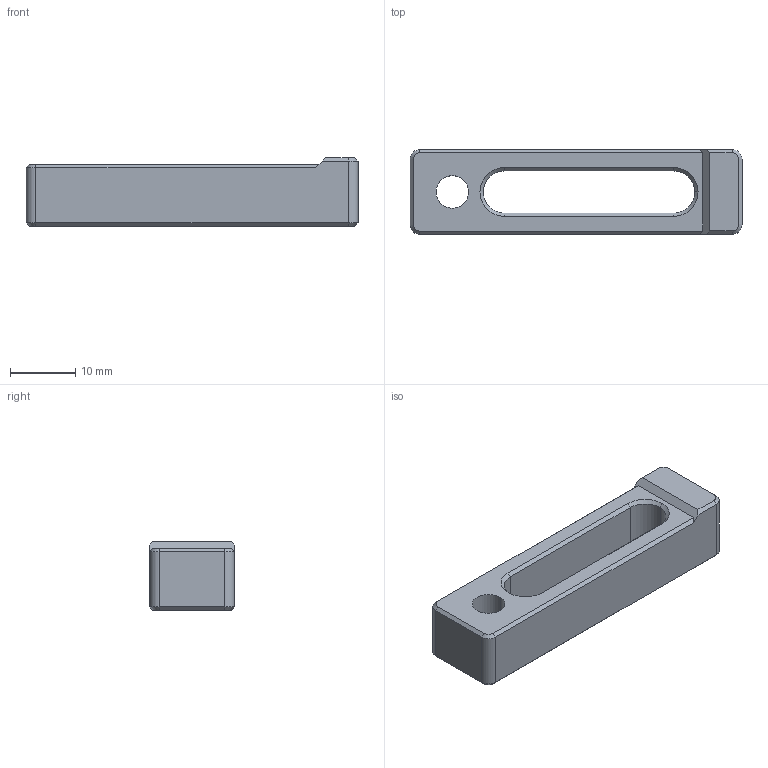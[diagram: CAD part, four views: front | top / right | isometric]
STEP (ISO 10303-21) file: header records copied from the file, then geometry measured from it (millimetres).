
FILE_DESCRIPTION (( 'STEP AP203' ), '1' );
FILE_NAME ('GCM-532103M.STEP', '2019-06-27T01:32:41', ( '' ), ( '' ), 'SwSTEP 2.0', 'SolidWorks 2015', '' );
FILE_SCHEMA (( 'CONFIG_CONTROL_DESIGN' ));
Length unit declared in the file: millimetre
Products named in the file (1): GCM-532103M
Bounding box: 51 x 13 x 10.5 mm (x, y, z)
Volume: 4192.1 mm3; surface area: 2815.8 mm2
Topology: 1 solids, 1 shells, 49 faces, 114 edges, 67 vertices
Faces by surface type: plane 24, cone 16, cylinder 9
Entity records: 1452 total; most frequent: DIRECTION 249, CARTESIAN_POINT 231, ORIENTED_EDGE 228, EDGE_CURVE 114, AXIS2_PLACEMENT_3D 85, LINE 79, VECTOR 79, VERTEX_POINT 67
